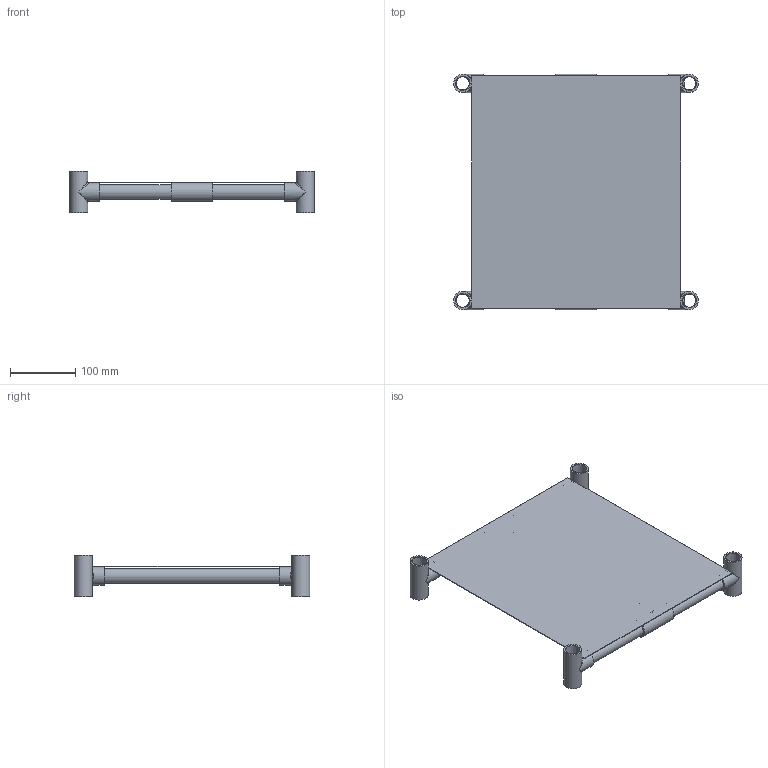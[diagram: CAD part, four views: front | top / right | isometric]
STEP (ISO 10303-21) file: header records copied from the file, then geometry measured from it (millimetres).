
FILE_DESCRIPTION(/* description */ (''),/* implementation_level */ '2;1');
FILE_NAME(/* name */ 'Top.step',/* time_stamp */ '2024-01-29T13:30:18-05:00',/* author */ (''),/* organization */ (''),/* preprocessor_version */ 'ST-DEVELOPER v20',/* originating_system */ 'Autodesk Translation Framework v12.14.0.127',/* authorisation */ '');
FILE_SCHEMA (('AUTOMOTIVE_DESIGN { 1 0 10303 214 3 1 1 }'));
Length unit declared in the file: millimetre
Products named in the file (3): Top; 4880K41_Standard-Wall PVC Pipe Fitting for Water(Mirror); 4880K41_Standard-Wall PVC Pipe Fitting for Water
Assembly tree (6 placements, depth 2):
  Top
    4880K41_Standard-Wall PVC Pipe Fitting for Water  x4
    4880K41_Standard-Wall PVC Pipe Fitting for Water(Mirror)  x2
Bounding box: 374.39 x 360 x 63.5 mm (x, y, z)
Volume: 603463.6 mm3; surface area: 374255 mm2
Topology: 10 solids, 10 shells, 153 faces, 363 edges, 218 vertices
Faces by surface type: plane 60, torus 36, cylinder 27, cone 18, bspline 12
Full cylindrical faces by diameter (mm): 19.914 x6, 19.939 x6, 22.394 x3, 27.889 x12
Entity records: 3350 total; most frequent: CARTESIAN_POINT 1898, DIRECTION 303, ORIENTED_EDGE 254, AXIS2_PLACEMENT_3D 133, EDGE_CURVE 127, VERTEX_POINT 82, EDGE_LOOP 73, CIRCLE 66
